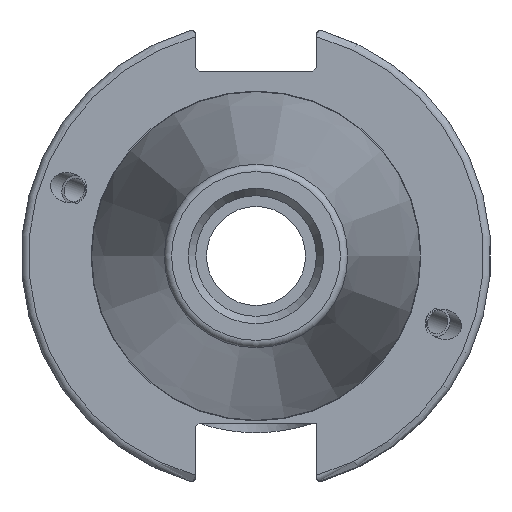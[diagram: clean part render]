
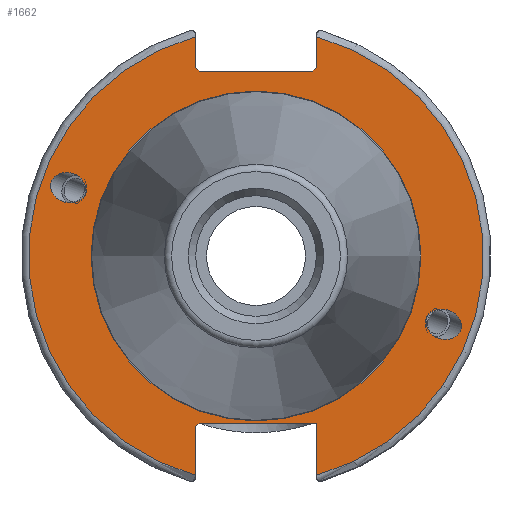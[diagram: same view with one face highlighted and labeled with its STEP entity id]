
A CAD part, left-side view. The second image highlights one B-rep face of the part: STEP entity #1662.
In plain terms, the highlighted planar face has unit normal (-1, 0, 0).
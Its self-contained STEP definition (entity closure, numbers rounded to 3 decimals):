
#55=PLANE('',#1851);
#91=FACE_BOUND('',#303,.T.);
#92=FACE_BOUND('',#304,.T.);
#93=FACE_BOUND('',#305,.T.);
#106=ELLIPSE('',#1800,2.442,2.);
#115=ELLIPSE('',#1843,2.442,2.);
#197=FACE_OUTER_BOUND('',#302,.T.);
#302=EDGE_LOOP('',(#1358,#1359,#1360,#1361,#1362,#1363,#1364,#1365,#1366,
#1367,#1368));
#303=EDGE_LOOP('',(#1369));
#304=EDGE_LOOP('',(#1370));
#305=EDGE_LOOP('',(#1371));
#404=CIRCLE('',#1849,22.3);
#406=CIRCLE('',#1852,30.75);
#407=CIRCLE('',#1853,30.75);
#440=LINE('',#2620,#529);
#478=LINE('',#3147,#567);
#479=LINE('',#3151,#568);
#480=LINE('',#3153,#569);
#481=LINE('',#3155,#570);
#482=LINE('',#3157,#571);
#483=LINE('',#3159,#572);
#484=LINE('',#3162,#573);
#485=LINE('',#3163,#574);
#529=VECTOR('',#1968,10.);
#567=VECTOR('',#2216,10.);
#568=VECTOR('',#2219,10.);
#569=VECTOR('',#2220,10.);
#570=VECTOR('',#2221,10.);
#571=VECTOR('',#2222,10.);
#572=VECTOR('',#2223,10.);
#573=VECTOR('',#2226,10.);
#574=VECTOR('',#2227,10.);
#684=VERTEX_POINT('',#2617);
#685=VERTEX_POINT('',#2619);
#737=VERTEX_POINT('',#2946);
#777=VERTEX_POINT('',#3129);
#781=VERTEX_POINT('',#3140);
#782=VERTEX_POINT('',#3145);
#783=VERTEX_POINT('',#3146);
#784=VERTEX_POINT('',#3148);
#785=VERTEX_POINT('',#3150);
#786=VERTEX_POINT('',#3152);
#787=VERTEX_POINT('',#3154);
#788=VERTEX_POINT('',#3156);
#789=VERTEX_POINT('',#3158);
#790=VERTEX_POINT('',#3160);
#862=EDGE_CURVE('',#684,#685,#440,.T.);
#934=EDGE_CURVE('',#737,#737,#106,.T.);
#990=EDGE_CURVE('',#777,#777,#115,.T.);
#995=EDGE_CURVE('',#781,#781,#404,.T.);
#997=EDGE_CURVE('',#782,#783,#478,.T.);
#998=EDGE_CURVE('',#784,#783,#406,.T.);
#999=EDGE_CURVE('',#784,#785,#479,.T.);
#1000=EDGE_CURVE('',#786,#785,#480,.T.);
#1001=EDGE_CURVE('',#786,#787,#481,.T.);
#1002=EDGE_CURVE('',#788,#787,#482,.T.);
#1003=EDGE_CURVE('',#788,#789,#483,.T.);
#1004=EDGE_CURVE('',#790,#789,#407,.T.);
#1005=EDGE_CURVE('',#790,#685,#484,.T.);
#1006=EDGE_CURVE('',#684,#782,#485,.T.);
#1358=ORIENTED_EDGE('',*,*,#997,.T.);
#1359=ORIENTED_EDGE('',*,*,#998,.F.);
#1360=ORIENTED_EDGE('',*,*,#999,.T.);
#1361=ORIENTED_EDGE('',*,*,#1000,.F.);
#1362=ORIENTED_EDGE('',*,*,#1001,.T.);
#1363=ORIENTED_EDGE('',*,*,#1002,.F.);
#1364=ORIENTED_EDGE('',*,*,#1003,.T.);
#1365=ORIENTED_EDGE('',*,*,#1004,.F.);
#1366=ORIENTED_EDGE('',*,*,#1005,.T.);
#1367=ORIENTED_EDGE('',*,*,#862,.F.);
#1368=ORIENTED_EDGE('',*,*,#1006,.T.);
#1369=ORIENTED_EDGE('',*,*,#934,.T.);
#1370=ORIENTED_EDGE('',*,*,#990,.T.);
#1371=ORIENTED_EDGE('',*,*,#995,.F.);
#1662=ADVANCED_FACE('',(#197,#91,#92,#93),#55,.T.);
#1800=AXIS2_PLACEMENT_3D('',#2948,#2094,#2095);
#1843=AXIS2_PLACEMENT_3D('',#3131,#2197,#2198);
#1849=AXIS2_PLACEMENT_3D('',#3142,#2210,#2211);
#1851=AXIS2_PLACEMENT_3D('',#3144,#2214,#2215);
#1852=AXIS2_PLACEMENT_3D('',#3149,#2217,#2218);
#1853=AXIS2_PLACEMENT_3D('',#3161,#2224,#2225);
#1968=DIRECTION('',(0.,0.707,-0.707));
#2094=DIRECTION('center_axis',(1.,0.,0.));
#2095=DIRECTION('ref_axis',(0.,-0.94,-0.342));
#2197=DIRECTION('center_axis',(1.,0.,0.));
#2198=DIRECTION('ref_axis',(0.,0.94,0.342));
#2210=DIRECTION('center_axis',(-1.,0.,0.));
#2211=DIRECTION('ref_axis',(0.,-1.,0.));
#2214=DIRECTION('center_axis',(-1.,0.,0.));
#2215=DIRECTION('ref_axis',(0.,0.,1.));
#2216=DIRECTION('',(0.,0.,-1.));
#2217=DIRECTION('center_axis',(1.,0.,0.));
#2218=DIRECTION('ref_axis',(0.,-1.,0.));
#2219=DIRECTION('',(0.,0.,-1.));
#2220=DIRECTION('',(0.,-0.707,0.707));
#2221=DIRECTION('',(0.,1.,0.));
#2222=DIRECTION('',(0.,-0.707,-0.707));
#2223=DIRECTION('',(0.,0.,1.));
#2224=DIRECTION('center_axis',(1.,0.,0.));
#2225=DIRECTION('ref_axis',(0.,1.,0.));
#2226=DIRECTION('',(0.,0.,1.));
#2227=DIRECTION('',(0.,-1.,0.));
#2617=CARTESIAN_POINT('',(3.175,7.69,-22.6));
#2619=CARTESIAN_POINT('',(3.175,8.19,-23.1));
#2620=CARTESIAN_POINT('',(3.175,8.18,-23.09));
#2946=CARTESIAN_POINT('',(3.175,-23.077,-8.399));
#2948=CARTESIAN_POINT('Origin',(3.175,-25.372,-9.235));
#3129=CARTESIAN_POINT('',(3.175,23.077,8.399));
#3131=CARTESIAN_POINT('Origin',(3.175,25.372,9.235));
#3140=CARTESIAN_POINT('',(3.175,0.,22.3));
#3142=CARTESIAN_POINT('Origin',(3.175,0.,0.));
#3144=CARTESIAN_POINT('Origin',(3.175,31.75,0.));
#3145=CARTESIAN_POINT('',(3.175,-8.19,-22.6));
#3146=CARTESIAN_POINT('',(3.175,-8.19,-29.639));
#3147=CARTESIAN_POINT('',(3.175,-8.19,-11.3));
#3148=CARTESIAN_POINT('',(3.175,-8.19,29.639));
#3149=CARTESIAN_POINT('Origin',(3.175,0.,0.));
#3150=CARTESIAN_POINT('',(3.175,-8.19,25.5));
#3151=CARTESIAN_POINT('',(3.175,-8.19,12.5));
#3152=CARTESIAN_POINT('',(3.175,-7.69,25.));
#3153=CARTESIAN_POINT('',(3.175,8.295,9.015));
#3154=CARTESIAN_POINT('',(3.175,7.69,25.));
#3155=CARTESIAN_POINT('',(3.175,15.875,25.));
#3156=CARTESIAN_POINT('',(3.175,8.19,25.5));
#3157=CARTESIAN_POINT('',(3.175,7.58,24.89));
#3158=CARTESIAN_POINT('',(3.175,8.19,29.639));
#3159=CARTESIAN_POINT('',(3.175,8.19,12.5));
#3160=CARTESIAN_POINT('',(3.175,8.19,-29.639));
#3161=CARTESIAN_POINT('Origin',(3.175,0.,0.));
#3162=CARTESIAN_POINT('',(3.175,8.19,-11.3));
#3163=CARTESIAN_POINT('',(3.175,15.875,-22.6));
